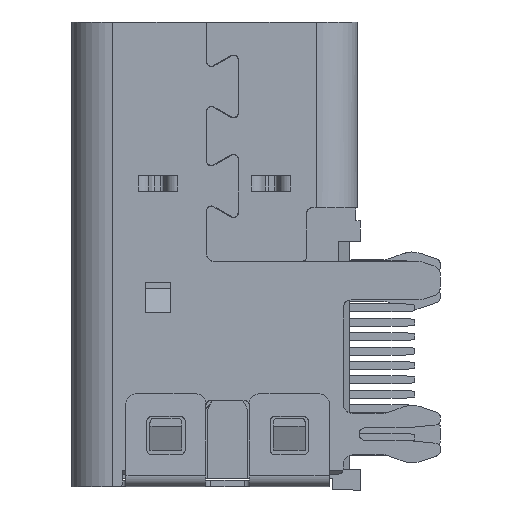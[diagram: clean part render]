
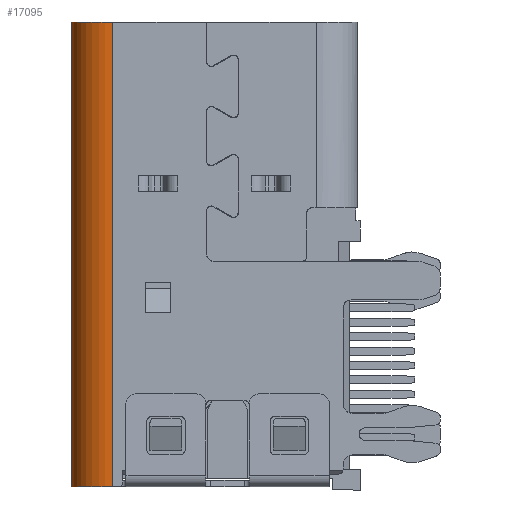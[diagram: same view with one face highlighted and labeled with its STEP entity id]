
A CAD part, left-side view. The second image highlights one B-rep face of the part: STEP entity #17095.
In plain terms, the highlighted cylindrical face has radius 1.28 mm (diameter 2.56 mm), a partial arc.
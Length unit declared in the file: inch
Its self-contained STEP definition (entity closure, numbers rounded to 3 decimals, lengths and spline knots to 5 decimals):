
#322 = ORIENTED_EDGE ( 'NONE', *, *, #30909, .F. ) ;
#659 = CARTESIAN_POINT ( 'NONE',  ( -0.01181, 0.12559, -0.1434 ) ) ;
#5260 = DIRECTION ( 'NONE',  ( 0., 1., 0. ) ) ;
#6023 = CARTESIAN_POINT ( 'NONE',  ( -0.0622, 0.12559, 0.42944 ) ) ;
#7522 = EDGE_CURVE ( 'NONE', #39639, #26634, #29081, .T. ) ;
#8546 = AXIS2_PLACEMENT_3D ( 'NONE', #22036, #21824, #13406 ) ;
#9542 = VERTEX_POINT ( 'NONE', #40713 ) ;
#11966 = CYLINDRICAL_SURFACE ( 'NONE', #36126, 0.05039 ) ;
#12557 = CIRCLE ( 'NONE', #8546, 0.05039 ) ;
#13406 = DIRECTION ( 'NONE',  ( -1., 0., 0. ) ) ;
#15531 = CARTESIAN_POINT ( 'NONE',  ( -0.01181, 0.12559, 0.44089 ) ) ;
#17095 = ADVANCED_FACE ( 'NONE', ( #34546 ), #11966, .T. ) ;
#21824 = DIRECTION ( 'NONE',  ( 0., 0., -1. ) ) ;
#22036 = CARTESIAN_POINT ( 'NONE',  ( -0.01181, 0.12559, 0.42944 ) ) ;
#24147 = ORIENTED_EDGE ( 'NONE', *, *, #7522, .T. ) ;
#25131 = EDGE_LOOP ( 'NONE', ( #28392, #29075, #24147, #322 ) ) ;
#26226 = LINE ( 'NONE', #35634, #36123 ) ;
#26634 = VERTEX_POINT ( 'NONE', #37557 ) ;
#27942 = LINE ( 'NONE', #31500, #39267 ) ;
#28280 = DIRECTION ( 'NONE',  ( 0., 0., -1. ) ) ;
#28392 = ORIENTED_EDGE ( 'NONE', *, *, #41159, .T. ) ;
#29075 = ORIENTED_EDGE ( 'NONE', *, *, #34383, .F. ) ;
#29081 = CIRCLE ( 'NONE', #40424, 0.05039 ) ;
#29773 = DIRECTION ( 'NONE',  ( 0., 0., 1. ) ) ;
#30909 = EDGE_CURVE ( 'NONE', #39582, #26634, #27942, .T. ) ;
#31500 = CARTESIAN_POINT ( 'NONE',  ( -0.0622, 0.12559, 0.42944 ) ) ;
#31761 = CARTESIAN_POINT ( 'NONE',  ( -0.01181, 0.17598, -0.1434 ) ) ;
#32482 = DIRECTION ( 'NONE',  ( 0., 1., 0. ) ) ;
#32905 = DIRECTION ( 'NONE',  ( 0., 0., 1. ) ) ;
#34383 = EDGE_CURVE ( 'NONE', #39639, #9542, #26226, .T. ) ;
#34546 = FACE_OUTER_BOUND ( 'NONE', #25131, .T. ) ;
#35634 = CARTESIAN_POINT ( 'NONE',  ( -0.01181, 0.17598, -0.1434 ) ) ;
#36123 = VECTOR ( 'NONE', #29773, 39.37008 ) ;
#36126 = AXIS2_PLACEMENT_3D ( 'NONE', #15531, #28280, #5260 ) ;
#37557 = CARTESIAN_POINT ( 'NONE',  ( -0.0622, 0.12559, -0.1434 ) ) ;
#37978 = DIRECTION ( 'NONE',  ( 0., 0., -1. ) ) ;
#39267 = VECTOR ( 'NONE', #37978, 39.37008 ) ;
#39582 = VERTEX_POINT ( 'NONE', #6023 ) ;
#39639 = VERTEX_POINT ( 'NONE', #31761 ) ;
#40424 = AXIS2_PLACEMENT_3D ( 'NONE', #659, #32905, #32482 ) ;
#40713 = CARTESIAN_POINT ( 'NONE',  ( -0.01181, 0.17598, 0.42944 ) ) ;
#41159 = EDGE_CURVE ( 'NONE', #39582, #9542, #12557, .T. ) ;
